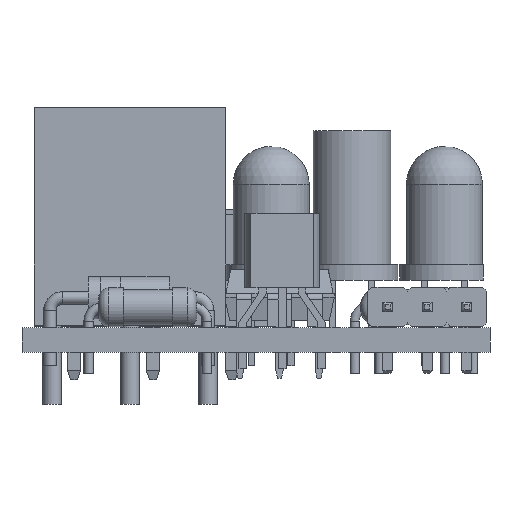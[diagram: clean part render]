
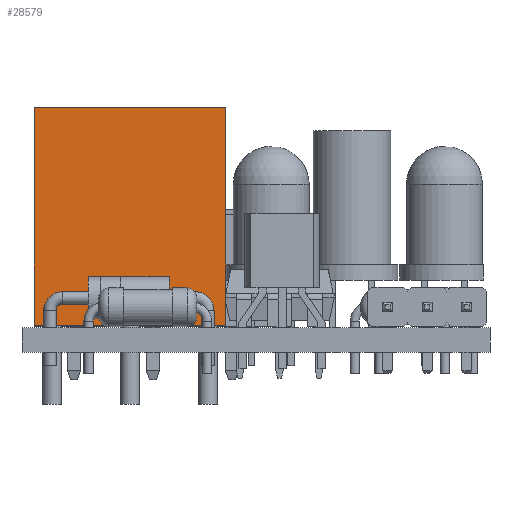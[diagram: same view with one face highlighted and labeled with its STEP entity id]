
A CAD part, left-side view. The second image highlights one B-rep face of the part: STEP entity #28579.
In plain terms, the highlighted planar face has unit normal (-1, 0, 0).
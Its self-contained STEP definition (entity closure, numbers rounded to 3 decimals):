
#28316 = EDGE_CURVE('',#28317,#28319,#28321,.T.);
#28317 = VERTEX_POINT('',#28318);
#28318 = CARTESIAN_POINT('',(-7.75,6.15,0.1));
#28319 = VERTEX_POINT('',#28320);
#28320 = CARTESIAN_POINT('',(-7.75,6.15,14.1));
#28321 = SURFACE_CURVE('',#28322,(#28326,#28338),.PCURVE_S1.);
#28322 = LINE('',#28323,#28324);
#28323 = CARTESIAN_POINT('',(-7.75,6.15,0.1));
#28324 = VECTOR('',#28325,1.);
#28325 = DIRECTION('',(0.,0.,1.));
#28326 = PCURVE('',#28327,#28332);
#28327 = PLANE('',#28328);
#28328 = AXIS2_PLACEMENT_3D('',#28329,#28330,#28331);
#28329 = CARTESIAN_POINT('',(-7.75,6.15,0.1));
#28330 = DIRECTION('',(0.,1.,0.));
#28331 = DIRECTION('',(1.,0.,0.));
#28332 = DEFINITIONAL_REPRESENTATION('',(#28333),#28337);
#28333 = LINE('',#28334,#28335);
#28334 = CARTESIAN_POINT('',(0.,0.));
#28335 = VECTOR('',#28336,1.);
#28336 = DIRECTION('',(0.,-1.));
#28337 = ( GEOMETRIC_REPRESENTATION_CONTEXT(2) 
PARAMETRIC_REPRESENTATION_CONTEXT() REPRESENTATION_CONTEXT('2D SPACE',''
  ) );
#28338 = PCURVE('',#28339,#28344);
#28339 = PLANE('',#28340);
#28340 = AXIS2_PLACEMENT_3D('',#28341,#28342,#28343);
#28341 = CARTESIAN_POINT('',(-7.75,-6.15,0.1));
#28342 = DIRECTION('',(-1.,0.,0.));
#28343 = DIRECTION('',(0.,1.,0.));
#28344 = DEFINITIONAL_REPRESENTATION('',(#28345),#28349);
#28345 = LINE('',#28346,#28347);
#28346 = CARTESIAN_POINT('',(12.3,0.));
#28347 = VECTOR('',#28348,1.);
#28348 = DIRECTION('',(0.,-1.));
#28349 = ( GEOMETRIC_REPRESENTATION_CONTEXT(2) 
PARAMETRIC_REPRESENTATION_CONTEXT() REPRESENTATION_CONTEXT('2D SPACE',''
  ) );
#28367 = PLANE('',#28368);
#28368 = AXIS2_PLACEMENT_3D('',#28369,#28370,#28371);
#28369 = CARTESIAN_POINT('',(0.,0.,14.1));
#28370 = DIRECTION('',(0.,0.,-1.));
#28371 = DIRECTION('',(0.,-1.,0.));
#28421 = PLANE('',#28422);
#28422 = AXIS2_PLACEMENT_3D('',#28423,#28424,#28425);
#28423 = CARTESIAN_POINT('',(0.,0.,0.1));
#28424 = DIRECTION('',(0.,0.,-1.));
#28425 = DIRECTION('',(0.,-1.,0.));
#28476 = PLANE('',#28477);
#28477 = AXIS2_PLACEMENT_3D('',#28478,#28479,#28480);
#28478 = CARTESIAN_POINT('',(7.75,-6.15,0.1));
#28479 = DIRECTION('',(0.,-1.,0.));
#28480 = DIRECTION('',(-1.,0.,0.));
#28514 = VERTEX_POINT('',#28515);
#28515 = CARTESIAN_POINT('',(-7.75,-6.15,14.1));
#28536 = EDGE_CURVE('',#28537,#28514,#28539,.T.);
#28537 = VERTEX_POINT('',#28538);
#28538 = CARTESIAN_POINT('',(-7.75,-6.15,0.1));
#28539 = SURFACE_CURVE('',#28540,(#28544,#28551),.PCURVE_S1.);
#28540 = LINE('',#28541,#28542);
#28541 = CARTESIAN_POINT('',(-7.75,-6.15,0.1));
#28542 = VECTOR('',#28543,1.);
#28543 = DIRECTION('',(0.,0.,1.));
#28544 = PCURVE('',#28476,#28545);
#28545 = DEFINITIONAL_REPRESENTATION('',(#28546),#28550);
#28546 = LINE('',#28547,#28548);
#28547 = CARTESIAN_POINT('',(15.5,0.));
#28548 = VECTOR('',#28549,1.);
#28549 = DIRECTION('',(0.,-1.));
#28550 = ( GEOMETRIC_REPRESENTATION_CONTEXT(2) 
PARAMETRIC_REPRESENTATION_CONTEXT() REPRESENTATION_CONTEXT('2D SPACE',''
  ) );
#28551 = PCURVE('',#28339,#28552);
#28552 = DEFINITIONAL_REPRESENTATION('',(#28553),#28557);
#28553 = LINE('',#28554,#28555);
#28554 = CARTESIAN_POINT('',(0.,0.));
#28555 = VECTOR('',#28556,1.);
#28556 = DIRECTION('',(0.,-1.));
#28557 = ( GEOMETRIC_REPRESENTATION_CONTEXT(2) 
PARAMETRIC_REPRESENTATION_CONTEXT() REPRESENTATION_CONTEXT('2D SPACE',''
  ) );
#28579 = ADVANCED_FACE('',(#28580),#28339,.T.);
#28580 = FACE_BOUND('',#28581,.T.);
#28581 = EDGE_LOOP('',(#28582,#28583,#28604,#28605));
#28582 = ORIENTED_EDGE('',*,*,#28536,.T.);
#28583 = ORIENTED_EDGE('',*,*,#28584,.T.);
#28584 = EDGE_CURVE('',#28514,#28319,#28585,.T.);
#28585 = SURFACE_CURVE('',#28586,(#28590,#28597),.PCURVE_S1.);
#28586 = LINE('',#28587,#28588);
#28587 = CARTESIAN_POINT('',(-7.75,-6.15,14.1));
#28588 = VECTOR('',#28589,1.);
#28589 = DIRECTION('',(0.,1.,0.));
#28590 = PCURVE('',#28339,#28591);
#28591 = DEFINITIONAL_REPRESENTATION('',(#28592),#28596);
#28592 = LINE('',#28593,#28594);
#28593 = CARTESIAN_POINT('',(0.,-14.));
#28594 = VECTOR('',#28595,1.);
#28595 = DIRECTION('',(1.,0.));
#28596 = ( GEOMETRIC_REPRESENTATION_CONTEXT(2) 
PARAMETRIC_REPRESENTATION_CONTEXT() REPRESENTATION_CONTEXT('2D SPACE',''
  ) );
#28597 = PCURVE('',#28367,#28598);
#28598 = DEFINITIONAL_REPRESENTATION('',(#28599),#28603);
#28599 = LINE('',#28600,#28601);
#28600 = CARTESIAN_POINT('',(6.15,7.75));
#28601 = VECTOR('',#28602,1.);
#28602 = DIRECTION('',(-1.,0.));
#28603 = ( GEOMETRIC_REPRESENTATION_CONTEXT(2) 
PARAMETRIC_REPRESENTATION_CONTEXT() REPRESENTATION_CONTEXT('2D SPACE',''
  ) );
#28604 = ORIENTED_EDGE('',*,*,#28316,.F.);
#28605 = ORIENTED_EDGE('',*,*,#28606,.F.);
#28606 = EDGE_CURVE('',#28537,#28317,#28607,.T.);
#28607 = SURFACE_CURVE('',#28608,(#28612,#28619),.PCURVE_S1.);
#28608 = LINE('',#28609,#28610);
#28609 = CARTESIAN_POINT('',(-7.75,-6.15,0.1));
#28610 = VECTOR('',#28611,1.);
#28611 = DIRECTION('',(0.,1.,0.));
#28612 = PCURVE('',#28339,#28613);
#28613 = DEFINITIONAL_REPRESENTATION('',(#28614),#28618);
#28614 = LINE('',#28615,#28616);
#28615 = CARTESIAN_POINT('',(0.,0.));
#28616 = VECTOR('',#28617,1.);
#28617 = DIRECTION('',(1.,0.));
#28618 = ( GEOMETRIC_REPRESENTATION_CONTEXT(2) 
PARAMETRIC_REPRESENTATION_CONTEXT() REPRESENTATION_CONTEXT('2D SPACE',''
  ) );
#28619 = PCURVE('',#28421,#28620);
#28620 = DEFINITIONAL_REPRESENTATION('',(#28621),#28625);
#28621 = LINE('',#28622,#28623);
#28622 = CARTESIAN_POINT('',(6.15,7.75));
#28623 = VECTOR('',#28624,1.);
#28624 = DIRECTION('',(-1.,0.));
#28625 = ( GEOMETRIC_REPRESENTATION_CONTEXT(2) 
PARAMETRIC_REPRESENTATION_CONTEXT() REPRESENTATION_CONTEXT('2D SPACE',''
  ) );
